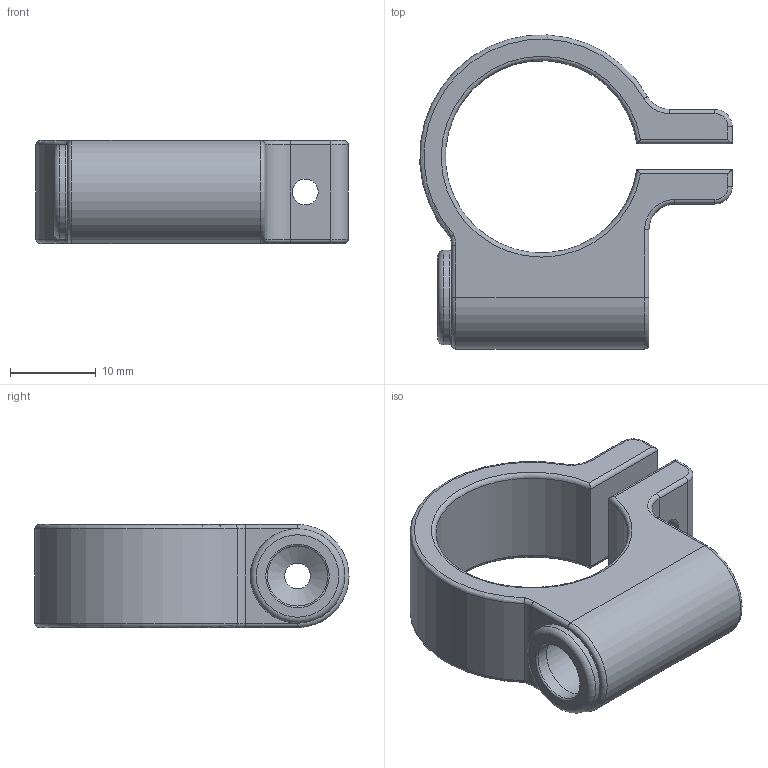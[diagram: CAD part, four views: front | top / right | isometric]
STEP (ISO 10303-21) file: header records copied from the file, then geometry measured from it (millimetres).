
FILE_DESCRIPTION(/* description */ ('STEP AP214'),/* implementation_level */ '2;1');
FILE_NAME(/* name */ '60b54aa97526640fad0e4cb2',/* time_stamp */ '2021-05-31T20:44:25+00:00',/* author */ (''),/* organization */ (''),/* preprocessor_version */ 'ST-DEVELOPER v18.1',/* originating_system */ ' ',/* authorisation */ ' ');
FILE_SCHEMA (('AUTOMOTIVE_DESIGN {1 0 10303 214 3 1 1}'));
Length unit declared in the file: metre
Products named in the file (1): Button Case
Bounding box: 36.38 x 36.58 x 12 mm (x, y, z)
Volume: 4911.6 mm3; surface area: 4103.9 mm2
Topology: 1 solids, 1 shells, 67 faces, 152 edges, 90 vertices
Faces by surface type: cylinder 32, torus 19, plane 15, cone 1
Full cylindrical faces by diameter (mm): 3 x3, 7 x1, 7.6 x1, 8 x1, 8.25 x1, 11 x1
Entity records: 1843 total; most frequent: CARTESIAN_POINT 339, DIRECTION 337, ORIENTED_EDGE 272, AXIS2_PLACEMENT_3D 144, EDGE_CURVE 136, EDGE_LOOP 88, FACE_BOUND 88, VERTEX_POINT 86
